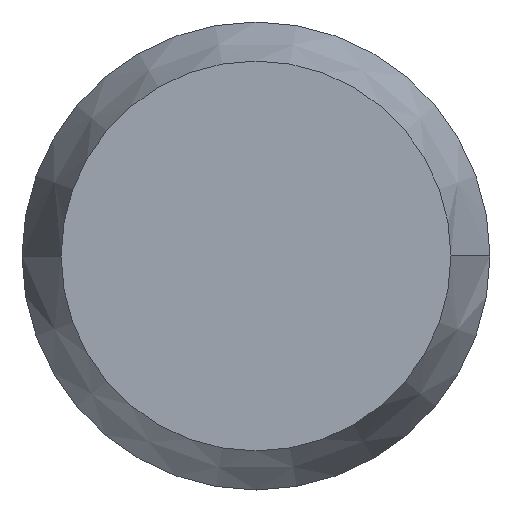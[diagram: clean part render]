
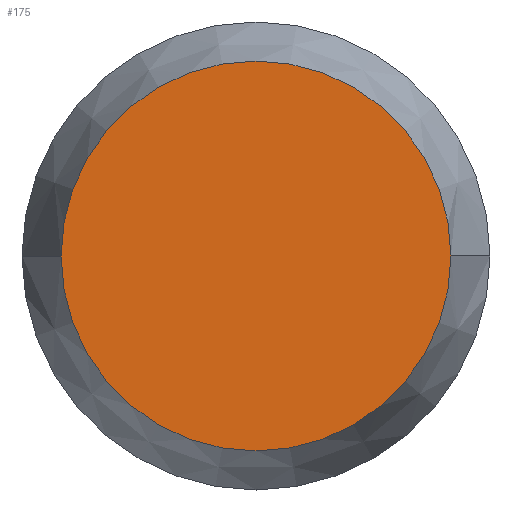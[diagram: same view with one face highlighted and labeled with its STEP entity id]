
A CAD part, front view. The second image highlights one B-rep face of the part: STEP entity #175.
In plain terms, the highlighted planar face has unit normal (0, -1, 0).
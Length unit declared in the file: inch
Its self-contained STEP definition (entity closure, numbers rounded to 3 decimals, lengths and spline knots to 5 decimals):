
#2 = PLANE ( 'NONE',  #207 ) ;
#22 = DIRECTION ( 'NONE',  ( 0., 0., -1. ) ) ;
#33 = EDGE_CURVE ( 'NONE', #353, #267, #253, .T. ) ;
#35 = CIRCLE ( 'NONE', #260, 0.0781 ) ;
#45 = EDGE_LOOP ( 'NONE', ( #216, #239 ) ) ;
#82 = CARTESIAN_POINT ( 'NONE',  ( 0., 0., 0.0781 ) ) ;
#93 = DIRECTION ( 'NONE',  ( 0., 0., -1. ) ) ;
#124 = CARTESIAN_POINT ( 'NONE',  ( 0., 0., 0. ) ) ;
#135 = DIRECTION ( 'NONE',  ( 0., 0., -1. ) ) ;
#166 = CARTESIAN_POINT ( 'NONE',  ( 0., 0., 0. ) ) ;
#175 = ADVANCED_FACE ( 'NONE', ( #286 ), #2, .T. ) ;
#207 = AXIS2_PLACEMENT_3D ( 'NONE', #124, #341, #93 ) ;
#216 = ORIENTED_EDGE ( 'NONE', *, *, #285, .T. ) ;
#220 = CARTESIAN_POINT ( 'NONE',  ( 0., 0., 0. ) ) ;
#234 = DIRECTION ( 'NONE',  ( 0., -1., 0. ) ) ;
#239 = ORIENTED_EDGE ( 'NONE', *, *, #33, .T. ) ;
#253 = CIRCLE ( 'NONE', #314, 0.0781 ) ;
#260 = AXIS2_PLACEMENT_3D ( 'NONE', #220, #352, #22 ) ;
#267 = VERTEX_POINT ( 'NONE', #275 ) ;
#275 = CARTESIAN_POINT ( 'NONE',  ( 0., 0., -0.0781 ) ) ;
#285 = EDGE_CURVE ( 'NONE', #267, #353, #35, .T. ) ;
#286 = FACE_OUTER_BOUND ( 'NONE', #45, .T. ) ;
#314 = AXIS2_PLACEMENT_3D ( 'NONE', #166, #234, #135 ) ;
#341 = DIRECTION ( 'NONE',  ( 0., -1., 0. ) ) ;
#352 = DIRECTION ( 'NONE',  ( 0., -1., 0. ) ) ;
#353 = VERTEX_POINT ( 'NONE', #82 ) ;
